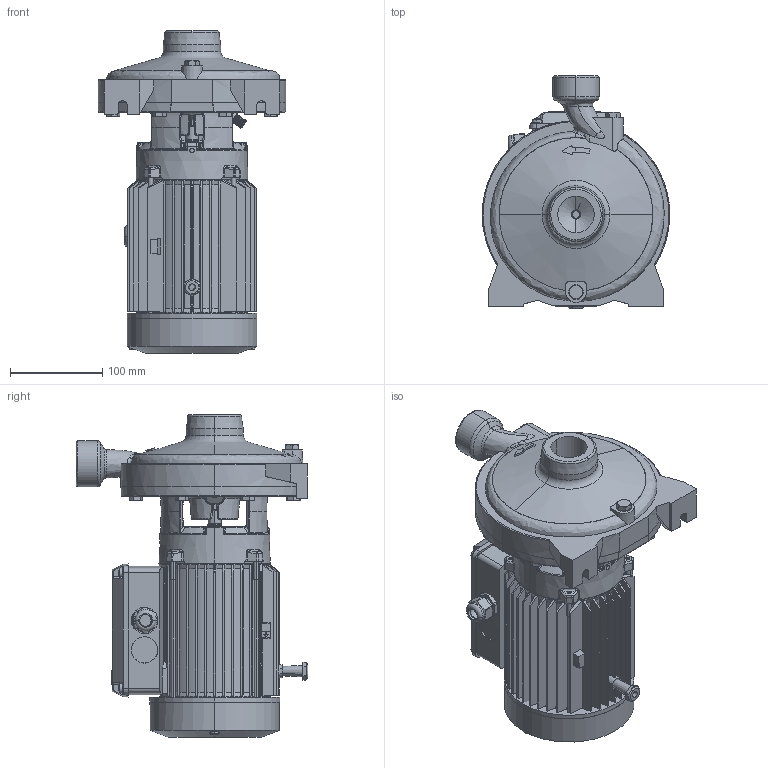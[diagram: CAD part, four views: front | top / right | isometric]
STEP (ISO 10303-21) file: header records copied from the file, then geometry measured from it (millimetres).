
FILE_DESCRIPTION (( 'STEP AP214' ), '1' );
FILE_NAME ('4_93_492_65_REV00.step', '2021-05-11T08:27:31', ( '' ), ( '' ), 'SwSTEP 2.0', 'SolidWorks 2019', '' );
FILE_SCHEMA (( 'AUTOMOTIVE_DESIGN' ));
Length unit declared in the file: millimetre
Products named in the file (10): Copia di 4_66_497_1^Copia di 4_66_497_4_93_492_65_REV00; Copia di 4_66_497_2^Copia di 4_66_497_4_93_492_65_REV00; 10000014swn00_M8x20 8.8; Copia di 71R6^4_93_492_65_REV00; Copia di 4_66_497^4_93_492_65_REV00; 4_93_492_65_REV00; Copia di 4_67_229_h42^4_93_492_65_REV00; Copia di 1_66_281_REV00 Raccordo NM 6 mec 71 lavorato^4_93_492_65_REV00; Copia di 2_66_020_REV03 semplificato^4_93_492_65_REV00; Copia di 4_93_492_65_REV00^4_93_492_65_REV00
Assembly tree (16 placements, depth 3):
  4_93_492_65_REV00
    Copia di 4_93_492_65_REV00^4_93_492_65_REV00
    Copia di 1_66_281_REV00 Raccordo NM 6 mec 71 lavorato^4_93_492_65_REV00
    Copia di 4_66_497^4_93_492_65_REV00
      Copia di 4_66_497_1^Copia di 4_66_497_4_93_492_65_REV00
      Copia di 4_66_497_2^Copia di 4_66_497_4_93_492_65_REV00
    Copia di 2_66_020_REV03 semplificato^4_93_492_65_REV00
    Copia di 4_67_229_h42^4_93_492_65_REV00
    Copia di 71R6^4_93_492_65_REV00
    10000014swn00_M8x20 8.8  x8
Bounding box: 203 x 250.91 x 349 mm (x, y, z)
Volume: 4990509.3 mm3; surface area: 552905.3 mm2
Topology: 19 solids, 19 shells, 3756 faces, 10081 edges, 6381 vertices
Faces by surface type: bspline 1822, plane 974, cylinder 565, cone 358, torus 25, sphere 12
Entity records: 207694 total; most frequent: CARTESIAN_POINT 129221, ORIENTED_EDGE 19414, DIRECTION 10609, EDGE_CURVE 9707, VERTEX_POINT 6213, VECTOR 4759, LINE 4759, EDGE_LOOP 3780
